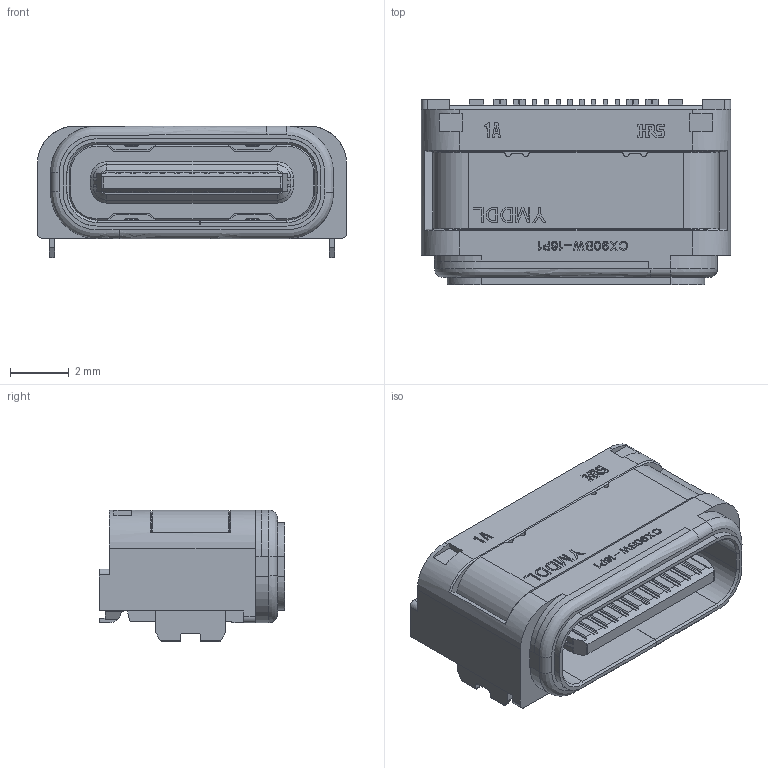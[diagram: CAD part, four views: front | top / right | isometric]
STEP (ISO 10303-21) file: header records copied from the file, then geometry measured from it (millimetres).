
FILE_DESCRIPTION(('Creo Elements/Direct Modeling STEP Export'),'2;1');
FILE_NAME('CX90BW-16P1.stp','2023-09-12T17:38:19',(''),(''),'Creo Elements/Direct Modeling STEP processor for AP214 (Solid Model)','Creo Elements/Direct Modeling 19.0G 27-Nov-2017 (C) Parametric Technology GmbH','');
FILE_SCHEMA(('AUTOMOTIVE_DESIGN { 1 0 10303 214 1 1 1 1 }'));
Length unit declared in the file: millimetre
Products named in the file (2): CX90BW-16P1
Assembly tree (1 placements, depth 2):
  CX90BW-16P1
    CX90BW-16P1
Bounding box: 10.5 x 6.3 x 4.47 mm (x, y, z)
Volume: 150.8 mm3; surface area: 496.6 mm2
Topology: 1 solids, 1 shells, 1327 faces, 3754 edges, 2462 vertices
Faces by surface type: plane 1065, cylinder 216, cone 28, torus 8, extrusion 6, bspline 4
Entity records: 54810 total; most frequent: CARTESIAN_POINT 9845, ORIENTED_EDGE 7508, DIRECTION 6449, EDGE_CURVE 3754, VECTOR 3227, LINE 3221, VERTEX_POINT 2462, AXIS2_PLACEMENT_3D 1611
